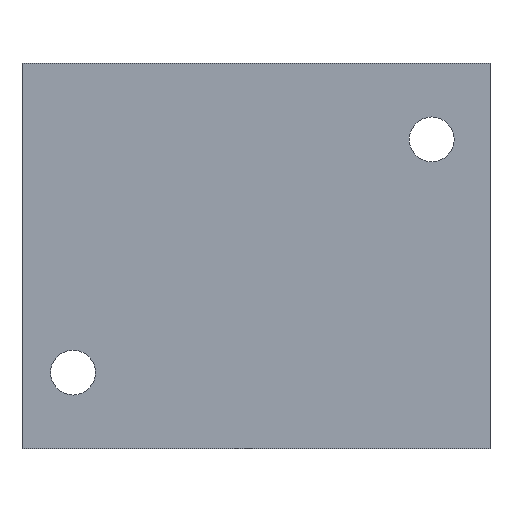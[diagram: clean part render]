
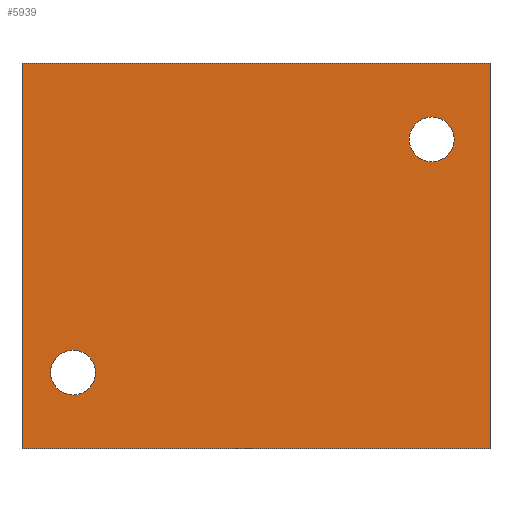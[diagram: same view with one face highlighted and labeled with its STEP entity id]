
A CAD part, front view. The second image highlights one B-rep face of the part: STEP entity #5939.
In plain terms, the highlighted planar face has unit normal (0, -1, 0).
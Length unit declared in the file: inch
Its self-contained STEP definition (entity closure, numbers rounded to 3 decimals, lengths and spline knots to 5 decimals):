
#116 = ORIENTED_EDGE ( 'NONE', *, *, #6785, .F. ) ;
#756 = CARTESIAN_POINT ( 'NONE',  ( 0., -0.86614, 0.8465 ) ) ;
#933 = FACE_OUTER_BOUND ( 'NONE', #974, .T. ) ;
#974 = EDGE_LOOP ( 'NONE', ( #116, #5789, #4551, #5196 ) ) ;
#1021 = LINE ( 'NONE', #6722, #3685 ) ;
#1204 = DIRECTION ( 'NONE',  ( 0., 0., 1. ) ) ;
#1219 = CARTESIAN_POINT ( 'NONE',  ( -1.0115, -0.86614, -0.8465 ) ) ;
#1281 = CIRCLE ( 'NONE', #6553, 0.0985 ) ;
#1379 = DIRECTION ( 'NONE',  ( -1., 0., 0. ) ) ;
#1384 = VERTEX_POINT ( 'NONE', #5729 ) ;
#1549 = CARTESIAN_POINT ( 'NONE',  ( 0.7874, -0.86614, 0.41331 ) ) ;
#2020 = VERTEX_POINT ( 'NONE', #1549 ) ;
#2116 = CARTESIAN_POINT ( 'NONE',  ( 0., -0.86614, -0.8465 ) ) ;
#2144 = EDGE_LOOP ( 'NONE', ( #5094, #6059 ) ) ;
#2171 = VERTEX_POINT ( 'NONE', #5488 ) ;
#2385 = AXIS2_PLACEMENT_3D ( 'NONE', #5220, #4693, #7030 ) ;
#2413 = CIRCLE ( 'NONE', #7575, 0.0985 ) ;
#2486 = ORIENTED_EDGE ( 'NONE', *, *, #4742, .T. ) ;
#2639 = DIRECTION ( 'NONE',  ( 0., 0., 1. ) ) ;
#2683 = FACE_BOUND ( 'NONE', #7300, .T. ) ;
#2988 = CARTESIAN_POINT ( 'NONE',  ( -1.0115, -0.86614, -0.8465 ) ) ;
#3262 = DIRECTION ( 'NONE',  ( 0., 0., 1. ) ) ;
#3407 = DIRECTION ( 'NONE',  ( 0., 0., -1. ) ) ;
#3459 = CARTESIAN_POINT ( 'NONE',  ( 1.0433, -0.86614, -0.8465 ) ) ;
#3485 = CARTESIAN_POINT ( 'NONE',  ( 0.7874, -0.86614, 0.51181 ) ) ;
#3506 = VERTEX_POINT ( 'NONE', #4466 ) ;
#3685 = VECTOR ( 'NONE', #5138, 39.37008 ) ;
#3912 = CARTESIAN_POINT ( 'NONE',  ( -0.7874, -0.86614, -0.51181 ) ) ;
#3928 = DIRECTION ( 'NONE',  ( -1., 0., 0. ) ) ;
#3943 = CARTESIAN_POINT ( 'NONE',  ( 0., -0.86614, 0.8465 ) ) ;
#3975 = LINE ( 'NONE', #2988, #6976 ) ;
#4260 = EDGE_CURVE ( 'NONE', #3506, #4769, #7236, .T. ) ;
#4466 = CARTESIAN_POINT ( 'NONE',  ( 1.0433, -0.86614, 0.8465 ) ) ;
#4520 = FACE_BOUND ( 'NONE', #2144, .T. ) ;
#4551 = ORIENTED_EDGE ( 'NONE', *, *, #6505, .T. ) ;
#4592 = DIRECTION ( 'NONE',  ( 0., 0., 1. ) ) ;
#4693 = DIRECTION ( 'NONE',  ( 0., 1., 0. ) ) ;
#4742 = EDGE_CURVE ( 'NONE', #2020, #2171, #7175, .T. ) ;
#4769 = VERTEX_POINT ( 'NONE', #7535 ) ;
#4865 = AXIS2_PLACEMENT_3D ( 'NONE', #3485, #5159, #3407 ) ;
#4922 = LINE ( 'NONE', #2116, #5705 ) ;
#4941 = PLANE ( 'NONE',  #6446 ) ;
#5094 = ORIENTED_EDGE ( 'NONE', *, *, #5140, .T. ) ;
#5138 = DIRECTION ( 'NONE',  ( 0., 0., 1. ) ) ;
#5140 = EDGE_CURVE ( 'NONE', #1384, #5141, #1281, .T. ) ;
#5141 = VERTEX_POINT ( 'NONE', #7334 ) ;
#5159 = DIRECTION ( 'NONE',  ( 0., 1., 0. ) ) ;
#5196 = ORIENTED_EDGE ( 'NONE', *, *, #4260, .T. ) ;
#5220 = CARTESIAN_POINT ( 'NONE',  ( 0.7874, -0.86614, 0.51181 ) ) ;
#5412 = EDGE_CURVE ( 'NONE', #7488, #6551, #4922, .T. ) ;
#5488 = CARTESIAN_POINT ( 'NONE',  ( 0.7874, -0.86614, 0.61031 ) ) ;
#5548 = DIRECTION ( 'NONE',  ( 0., 1., 0. ) ) ;
#5665 = DIRECTION ( 'NONE',  ( 0., 1., 0. ) ) ;
#5705 = VECTOR ( 'NONE', #3928, 39.37008 ) ;
#5729 = CARTESIAN_POINT ( 'NONE',  ( -0.7874, -0.86614, -0.41331 ) ) ;
#5789 = ORIENTED_EDGE ( 'NONE', *, *, #5412, .F. ) ;
#5939 = ADVANCED_FACE ( 'NONE', ( #2683, #4520, #933 ), #4941, .F. ) ;
#5948 = VECTOR ( 'NONE', #1379, 39.37008 ) ;
#6059 = ORIENTED_EDGE ( 'NONE', *, *, #7598, .T. ) ;
#6094 = CIRCLE ( 'NONE', #4865, 0.0985 ) ;
#6258 = EDGE_CURVE ( 'NONE', #2171, #2020, #6094, .T. ) ;
#6446 = AXIS2_PLACEMENT_3D ( 'NONE', #3943, #5548, #2639 ) ;
#6456 = DIRECTION ( 'NONE',  ( 0., 1., 0. ) ) ;
#6500 = CARTESIAN_POINT ( 'NONE',  ( -0.7874, -0.86614, -0.51181 ) ) ;
#6505 = EDGE_CURVE ( 'NONE', #7488, #3506, #1021, .T. ) ;
#6551 = VERTEX_POINT ( 'NONE', #1219 ) ;
#6553 = AXIS2_PLACEMENT_3D ( 'NONE', #3912, #5665, #3262 ) ;
#6722 = CARTESIAN_POINT ( 'NONE',  ( 1.0433, -0.86614, -1.12433 ) ) ;
#6785 = EDGE_CURVE ( 'NONE', #6551, #4769, #3975, .T. ) ;
#6976 = VECTOR ( 'NONE', #4592, 39.37008 ) ;
#7010 = ORIENTED_EDGE ( 'NONE', *, *, #6258, .T. ) ;
#7030 = DIRECTION ( 'NONE',  ( 0., 0., -1. ) ) ;
#7175 = CIRCLE ( 'NONE', #2385, 0.0985 ) ;
#7236 = LINE ( 'NONE', #756, #5948 ) ;
#7300 = EDGE_LOOP ( 'NONE', ( #7010, #2486 ) ) ;
#7334 = CARTESIAN_POINT ( 'NONE',  ( -0.7874, -0.86614, -0.61031 ) ) ;
#7488 = VERTEX_POINT ( 'NONE', #3459 ) ;
#7535 = CARTESIAN_POINT ( 'NONE',  ( -1.0115, -0.86614, 0.8465 ) ) ;
#7575 = AXIS2_PLACEMENT_3D ( 'NONE', #6500, #6456, #1204 ) ;
#7598 = EDGE_CURVE ( 'NONE', #5141, #1384, #2413, .T. ) ;
